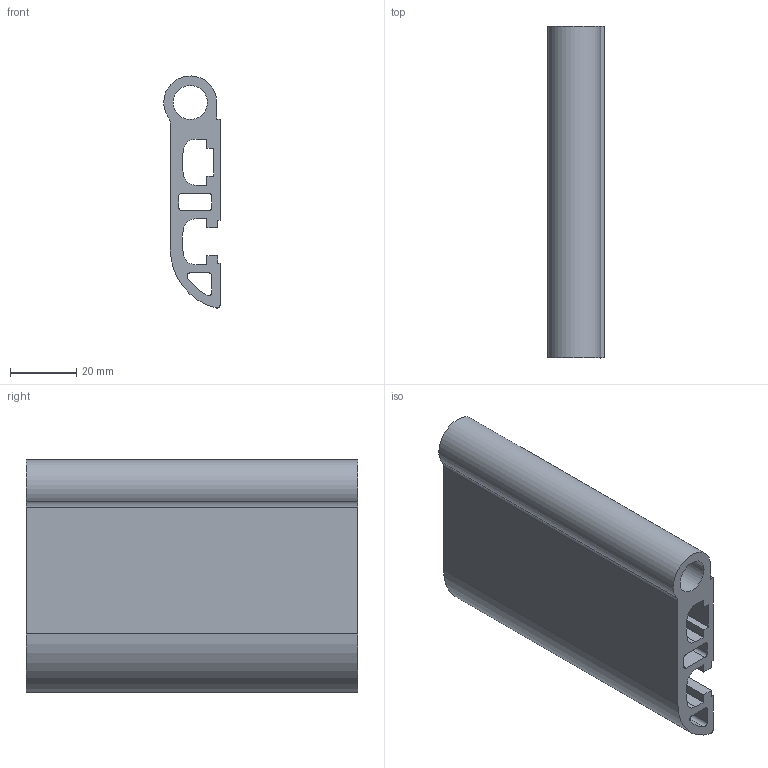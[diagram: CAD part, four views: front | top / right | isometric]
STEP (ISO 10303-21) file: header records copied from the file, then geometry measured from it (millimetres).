
FILE_DESCRIPTION(/* description */ ('Translator using VaultInventorServer'),/* implementation_level */ '2;1');
FILE_NAME(/* name */ 'BPRCR0000027.stp',/* time_stamp */ '2020-09-29T08:38:47+02:00',/* author */ ('Tecnico5'),/* organization */ (''),/* preprocessor_version */ 'ST-DEVELOPER v17.2',/* originating_system */ 'Autodesk Inventor 2019',/* authorisation */ '');
FILE_SCHEMA (('AUTOMOTIVE_DESIGN { 1 0 10303 214 3 1 1 }'));
Length unit declared in the file: millimetre
Products named in the file (1): BPRCR0000027
Bounding box: 16.98 x 100 x 69.99 mm (x, y, z)
Volume: 55721.9 mm3; surface area: 32626.7 mm2
Topology: 1 solids, 1 shells, 53 faces, 153 edges, 102 vertices
Faces by surface type: plane 30, cylinder 23
Full cylindrical faces by diameter (mm): 10.25 x1
Entity records: 1810 total; most frequent: CARTESIAN_POINT 309, DIRECTION 307, ORIENTED_EDGE 306, EDGE_CURVE 153, LINE 107, VECTOR 107, VERTEX_POINT 102, AXIS2_PLACEMENT_3D 100
